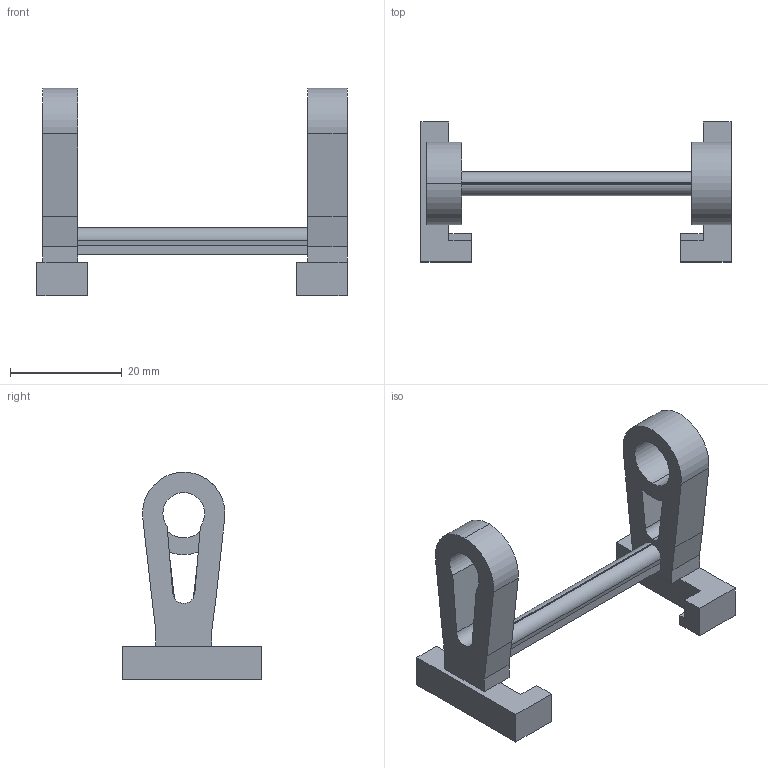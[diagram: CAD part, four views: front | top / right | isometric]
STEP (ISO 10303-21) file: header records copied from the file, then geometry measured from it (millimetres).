
FILE_DESCRIPTION (( 'STEP AP214' ), '1' );
FILE_NAME ('Sensor tutucu.STEP', '2020-11-25T13:38:09', ( '' ), ( '' ), 'SwSTEP 2.0', 'SolidWorks 2018', '' );
FILE_SCHEMA (( 'AUTOMOTIVE_DESIGN' ));
Length unit declared in the file: centimetre
Products named in the file (1): Sensor tutucu
Bounding box: 55.4 x 25 x 37.09 mm (x, y, z)
Volume: 6072.3 mm3; surface area: 4678.8 mm2
Topology: 1 solids, 1 shells, 63 faces, 173 edges, 114 vertices
Faces by surface type: plane 47, cylinder 16
Entity records: 2033 total; most frequent: CARTESIAN_POINT 351, ORIENTED_EDGE 346, DIRECTION 333, EDGE_CURVE 173, LINE 141, VECTOR 141, VERTEX_POINT 114, AXIS2_PLACEMENT_3D 96
